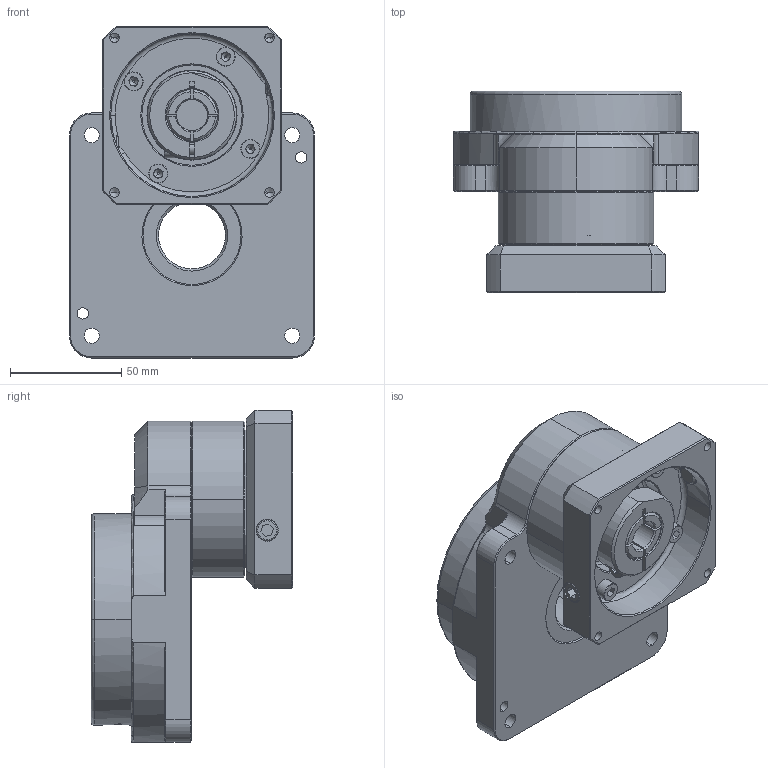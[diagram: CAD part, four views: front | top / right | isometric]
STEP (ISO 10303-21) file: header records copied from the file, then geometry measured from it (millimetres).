
FILE_DESCRIPTION (( 'STEP AP203' ), '1' );
FILE_NAME ('HLMT110-005-N34EB.step', '2020-04-29T03:58:05', ( 'JVL' ), ( '' ), 'SwSTEP 2.0', 'SolidWorks 2020', '' );
FILE_SCHEMA (( 'CONFIG_CONTROL_DESIGN' ));
Length unit declared in the file: millimetre
Products named in the file (1): HLMT110-005-N34EB
Bounding box: 110 x 90.5 x 149 mm (x, y, z)
Volume: 572157.9 mm3; surface area: 90664.2 mm2
Topology: 2 solids, 17 shells, 700 faces, 1666 edges, 999 vertices
Faces by surface type: plane 264, cone 205, cylinder 197, torus 29, bspline 5
Entity records: 21892 total; most frequent: CARTESIAN_POINT 5612, DIRECTION 3587, ORIENTED_EDGE 3224, EDGE_CURVE 1612, AXIS2_PLACEMENT_3D 1407, VERTEX_POINT 999, EDGE_LOOP 789, LINE 773
